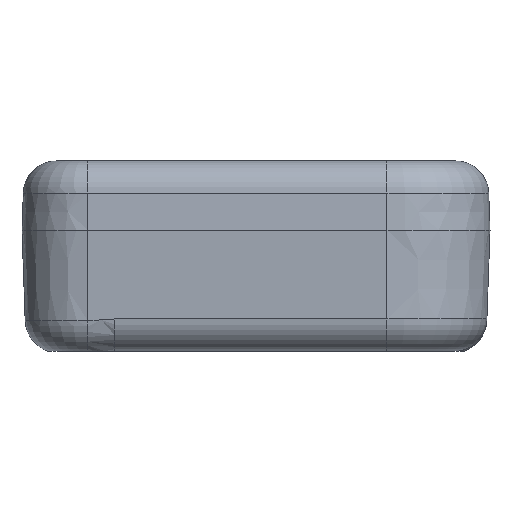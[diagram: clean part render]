
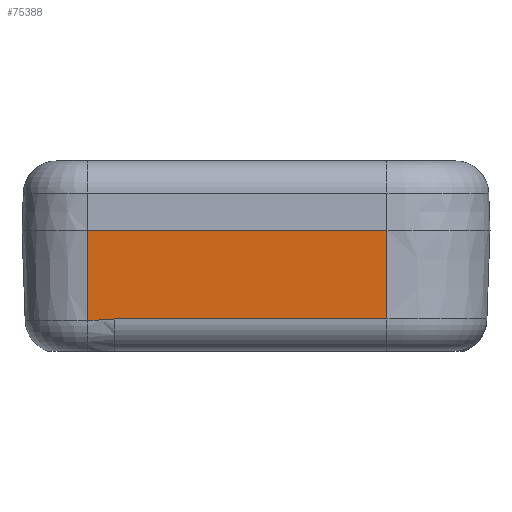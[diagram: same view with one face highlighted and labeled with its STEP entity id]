
A CAD part, left-side view. The second image highlights one B-rep face of the part: STEP entity #75388.
In plain terms, the highlighted planar face has unit normal (-0.999, 0, -0.035).
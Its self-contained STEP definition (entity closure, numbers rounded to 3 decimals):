
#73838=CARTESIAN_POINT('',(-20.728,14.45,5.4));
#73839=VERTEX_POINT('',#73838);
#73847=CARTESIAN_POINT('',(-20.728,-8.05,5.4));
#73848=VERTEX_POINT('',#73847);
#73849=CARTESIAN_POINT('',(-20.728,-15.8,5.4));
#73850=DIRECTION('',(0.0,1.0,0.0));
#73851=VECTOR('',#73850,1.0);
#73852=LINE('',#73849,#73851);
#73853=EDGE_CURVE('',#73848,#73839,#73852,.T.);
#75284=CARTESIAN_POINT('',(-20.49,14.45,-1.414));
#75285=VERTEX_POINT('',#75284);
#75293=CARTESIAN_POINT('',(-20.728,14.45,5.4));
#75294=DIRECTION('',(0.035,0.0,-0.999));
#75295=VECTOR('',#75294,1.0);
#75296=LINE('',#75293,#75295);
#75297=EDGE_CURVE('',#73839,#75285,#75296,.T.);
#75352=CARTESIAN_POINT('',(-20.41,-13.9,-3.7));
#75353=DIRECTION('',(0.999,0.0,0.035));
#75354=DIRECTION('',(0.0,1.0,0.0));
#75355=AXIS2_PLACEMENT_3D('',#75352,#75353,#75354);
#75356=PLANE('',#75355);
#75357=ORIENTED_EDGE('',*,*,#75297,.T.);
#75358=CARTESIAN_POINT('',(-20.494,12.43,-1.287));
#75359=VERTEX_POINT('',#75358);
#75360=CARTESIAN_POINT('',(-20.49,14.45,-1.414));
#75361=CARTESIAN_POINT('',(-20.49,14.281,-1.414));
#75362=CARTESIAN_POINT('',(-20.49,14.112,-1.407));
#75363=CARTESIAN_POINT('',(-20.491,13.776,-1.384));
#75364=CARTESIAN_POINT('',(-20.492,13.608,-1.368));
#75365=CARTESIAN_POINT('',(-20.493,13.104,-1.319));
#75366=CARTESIAN_POINT('',(-20.494,12.768,-1.287));
#75367=CARTESIAN_POINT('',(-20.494,12.43,-1.287));
#75368=B_SPLINE_CURVE_WITH_KNOTS('',3,(#75360,#75361,#75362,#75363,#75364,#75365,#75366,#75367),.UNSPECIFIED.,.F.,.U.,(4,2,2,4),(0.0,0.25,0.5,1.0),.UNSPECIFIED.);
#75369=EDGE_CURVE('',#75285,#75359,#75368,.T.);
#75370=ORIENTED_EDGE('',*,*,#75369,.T.);
#75371=CARTESIAN_POINT('',(-20.494,-8.05,-1.287));
#75372=VERTEX_POINT('',#75371);
#75373=CARTESIAN_POINT('',(-20.494,-13.9,-1.287));
#75374=DIRECTION('',(0.0,1.0,0.0));
#75375=VECTOR('',#75374,1.0);
#75376=LINE('',#75373,#75375);
#75377=EDGE_CURVE('',#75359,#75372,#75376,.F.);
#75378=ORIENTED_EDGE('',*,*,#75377,.T.);
#75379=CARTESIAN_POINT('',(-20.728,-8.05,5.4));
#75380=DIRECTION('',(0.035,0.0,-0.999));
#75381=VECTOR('',#75380,1.);
#75382=LINE('',#75379,#75381);
#75383=EDGE_CURVE('',#73848,#75372,#75382,.T.);
#75384=ORIENTED_EDGE('',*,*,#75383,.F.);
#75385=ORIENTED_EDGE('',*,*,#73853,.T.);
#75386=EDGE_LOOP('',(#75357,#75370,#75378,#75384,#75385));
#75387=FACE_OUTER_BOUND('',#75386,.T.);
#75388=ADVANCED_FACE('',(#75387),#75356,.F.);
